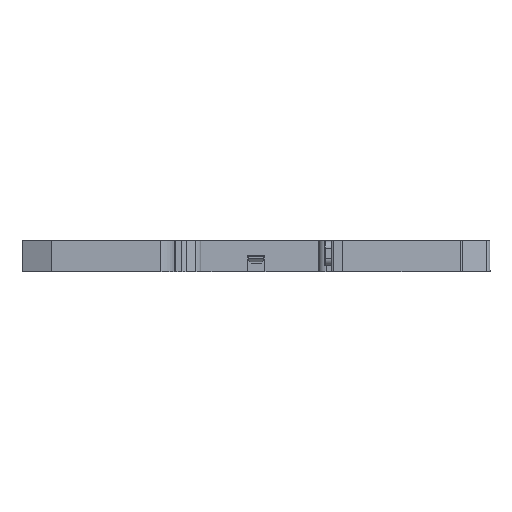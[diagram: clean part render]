
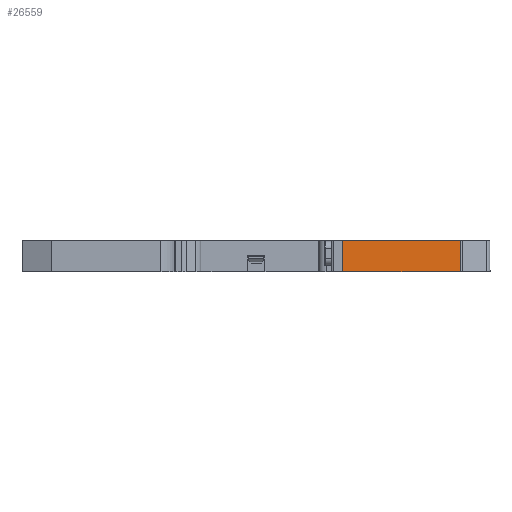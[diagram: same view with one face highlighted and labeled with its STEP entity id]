
A CAD part, front view. The second image highlights one B-rep face of the part: STEP entity #26559.
In plain terms, the highlighted planar face has unit normal (0.051, -0.999, 0).
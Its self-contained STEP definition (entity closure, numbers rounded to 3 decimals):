
#1058=DIRECTION('',(0.999,0.051,0.));
#1059=VECTOR('',#1058,23.471);
#1060=CARTESIAN_POINT('',(17.18,-10.,0.));
#1061=LINE('',#1060,#1059);
#6041=DIRECTION('',(-0.999,-0.051,0.));
#6042=VECTOR('',#6041,23.471);
#6043=CARTESIAN_POINT('',(40.621,-8.809,6.2));
#6044=LINE('',#6043,#6042);
#7671=DIRECTION('',(0.,0.,1.));
#7672=VECTOR('',#7671,6.2);
#7673=CARTESIAN_POINT('',(40.621,-8.809,0.));
#7674=LINE('',#7673,#7672);
#7699=DIRECTION('',(0.,0.,-1.));
#7700=VECTOR('',#7699,6.2);
#7701=CARTESIAN_POINT('',(17.18,-10.,6.2));
#7702=LINE('',#7701,#7700);
#18660=CARTESIAN_POINT('',(40.621,-8.809,6.2));
#18661=VERTEX_POINT('',#18660);
#18662=CARTESIAN_POINT('',(17.18,-10.,6.2));
#18663=VERTEX_POINT('',#18662);
#18817=CARTESIAN_POINT('',(17.18,-10.,0.));
#18818=VERTEX_POINT('',#18817);
#18819=CARTESIAN_POINT('',(40.621,-8.809,0.));
#18820=VERTEX_POINT('',#18819);
#26547=CARTESIAN_POINT('',(40.621,-8.809,6.2));
#26548=DIRECTION('',(0.051,-0.999,0.));
#26549=DIRECTION('',(-0.999,-0.051,0.));
#26550=AXIS2_PLACEMENT_3D('',#26547,#26548,#26549);
#26551=PLANE('',#26550);
#26552=ORIENTED_EDGE('',*,*,#21657,.F.);
#26554=ORIENTED_EDGE('',*,*,#26553,.F.);
#26555=ORIENTED_EDGE('',*,*,#25013,.F.);
#26556=ORIENTED_EDGE('',*,*,#26540,.F.);
#26557=EDGE_LOOP('',(#26552,#26554,#26555,#26556));
#26558=FACE_OUTER_BOUND('',#26557,.F.);
#26559=ADVANCED_FACE('',(#26558),#26551,.T.);
#21657=EDGE_CURVE('',#18818,#18820,#1061,.T.);
#25013=EDGE_CURVE('',#18661,#18663,#6044,.T.);
#26540=EDGE_CURVE('',#18820,#18661,#7674,.T.);
#26553=EDGE_CURVE('',#18663,#18818,#7702,.T.);
